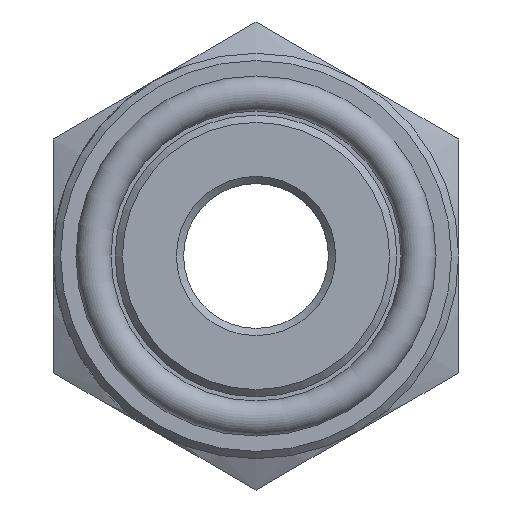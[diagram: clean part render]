
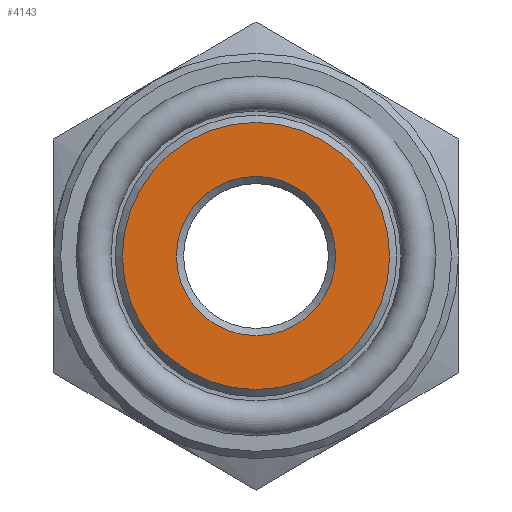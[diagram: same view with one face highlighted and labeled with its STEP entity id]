
A CAD part, left-side view. The second image highlights one B-rep face of the part: STEP entity #4143.
In plain terms, the highlighted planar face has unit normal (-1, 0, 0).
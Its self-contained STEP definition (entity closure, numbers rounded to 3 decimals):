
#80=FACE_BOUND('',#840,.T.);
#249=CIRCLE('',#4439,4.614);
#250=CIRCLE('',#4441,2.75);
#363=PLANE('',#4440);
#579=FACE_OUTER_BOUND('',#839,.T.);
#839=EDGE_LOOP('',(#3731));
#840=EDGE_LOOP('',(#3732));
#1980=VERTEX_POINT('',#9066);
#1981=VERTEX_POINT('',#9070);
#2567=EDGE_CURVE('',#1980,#1980,#249,.T.);
#2568=EDGE_CURVE('',#1981,#1981,#250,.T.);
#3731=ORIENTED_EDGE('',*,*,#2567,.F.);
#3732=ORIENTED_EDGE('',*,*,#2568,.F.);
#4143=ADVANCED_FACE('',(#579,#80),#363,.T.);
#4439=AXIS2_PLACEMENT_3D('',#9068,#5241,#5242);
#4440=AXIS2_PLACEMENT_3D('',#9069,#5243,#5244);
#4441=AXIS2_PLACEMENT_3D('',#9071,#5245,#5246);
#5241=DIRECTION('center_axis',(1.,0.,0.));
#5242=DIRECTION('ref_axis',(0.,-1.,0.));
#5243=DIRECTION('center_axis',(-1.,0.,0.));
#5244=DIRECTION('ref_axis',(0.,0.,1.));
#5245=DIRECTION('center_axis',(-1.,0.,0.));
#5246=DIRECTION('ref_axis',(0.,1.,0.));
#9066=CARTESIAN_POINT('',(0.,4.614,0.));
#9068=CARTESIAN_POINT('Origin',(0.,0.,
0.));
#9069=CARTESIAN_POINT('Origin',(0.,2.432,0.));
#9070=CARTESIAN_POINT('',(0.,-2.75,0.));
#9071=CARTESIAN_POINT('Origin',(0.,0.,
0.));
